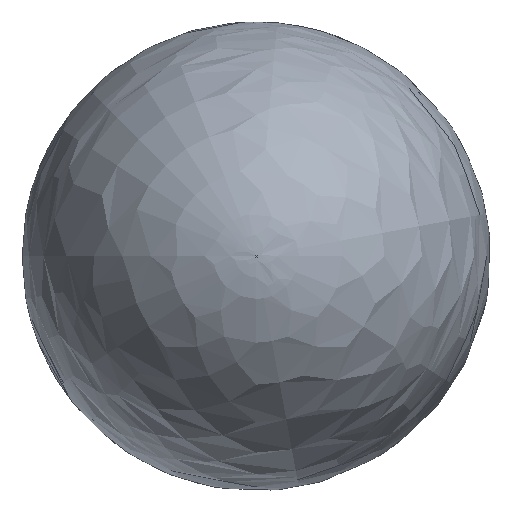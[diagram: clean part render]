
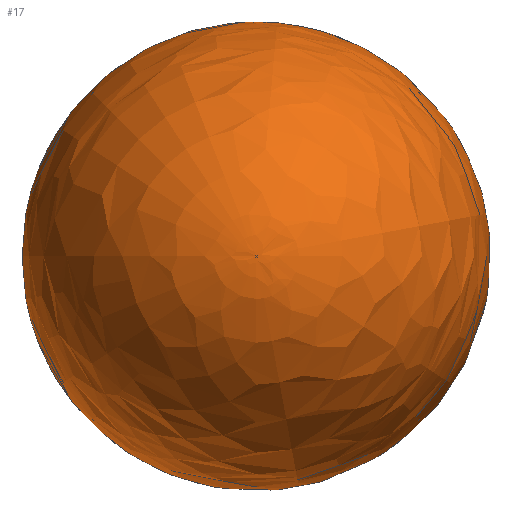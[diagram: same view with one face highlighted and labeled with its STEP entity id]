
A CAD part, front view. The second image highlights one B-rep face of the part: STEP entity #17.
In plain terms, the highlighted free-form (B-spline) face has degree [2, 2] with [5, 9] control points.
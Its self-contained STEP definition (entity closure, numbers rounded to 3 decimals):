
#17 = ADVANCED_FACE('',(#18),#22,.T.);
#18 = FACE_BOUND('',#19,.T.);
#19 = VERTEX_LOOP('',#20);
#20 = VERTEX_POINT('',#21);
#21 = CARTESIAN_POINT('',(0.,-135.332,
    0.));
#22 = ( BOUNDED_SURFACE() B_SPLINE_SURFACE(2,2,(
    (#23,#24,#25,#26,#27,#28,#29,#30,#31)
    ,(#32,#33,#34,#35,#36,#37,#38,#39,#40)
    ,(#41,#42,#43,#44,#45,#46,#47,#48,#49)
    ,(#50,#51,#52,#53,#54,#55,#56,#57,#58)
    ,(#59,#60,#61,#62,#63,#64,#65,#66,#67
)),.UNSPECIFIED.,.F.,.T.,.F.) B_SPLINE_SURFACE_WITH_KNOTS((3,2,3),(1,2,2
    ,2,2,2,1),(3.142,4.712,6.283),(
    -1.571,0.,1.571,3.142,4.712,
    6.283,7.854),.UNSPECIFIED.) 
GEOMETRIC_REPRESENTATION_ITEM() RATIONAL_B_SPLINE_SURFACE((
    (1.,0.707,1.,0.707,1.,0.707,1.
      ,0.707,1.)
    ,(0.707,0.5,0.707,0.5,0.707,0.5
      ,0.707,0.5,0.707)
    ,(1.,0.707,1.,0.707,1.,0.707,1.
      ,0.707,1.)
    ,(0.707,0.5,0.707,0.5,0.707,0.5
      ,0.707,0.5,0.707)
    ,(1.,0.707,1.,0.707,1.,0.707,1.
,0.707,1.))) REPRESENTATION_ITEM('') SURFACE() );
#23 = CARTESIAN_POINT('',(0.,135.332,
    0.));
#24 = CARTESIAN_POINT('',(0.,135.332,
    0.));
#25 = CARTESIAN_POINT('',(0.,135.332,
    0.));
#26 = CARTESIAN_POINT('',(0.,135.332,
    0.));
#27 = CARTESIAN_POINT('',(0.,135.332,
    0.));
#28 = CARTESIAN_POINT('',(0.,135.332,
    0.));
#29 = CARTESIAN_POINT('',(0.,135.332,
    0.));
#30 = CARTESIAN_POINT('',(0.,135.332,
    0.));
#31 = CARTESIAN_POINT('',(0.,135.332,
    0.));
#32 = CARTESIAN_POINT('',(-95.694,135.332,
    0.));
#33 = CARTESIAN_POINT('',(-95.694,135.332,
    95.694));
#34 = CARTESIAN_POINT('',(0.,135.332,
    95.694));
#35 = CARTESIAN_POINT('',(95.694,135.332,
    95.694));
#36 = CARTESIAN_POINT('',(95.694,135.332,
    0.));
#37 = CARTESIAN_POINT('',(95.694,135.332,
    -95.694));
#38 = CARTESIAN_POINT('',(0.,135.332,
    -95.694));
#39 = CARTESIAN_POINT('',(-95.694,135.332,
    -95.694));
#40 = CARTESIAN_POINT('',(-95.694,135.332,
    0.));
#41 = CARTESIAN_POINT('',(-95.694,0.,
    0.));
#42 = CARTESIAN_POINT('',(-95.694,0.,
    95.694));
#43 = CARTESIAN_POINT('',(0.,0.,
    95.694));
#44 = CARTESIAN_POINT('',(95.694,0.,
    95.694));
#45 = CARTESIAN_POINT('',(95.694,0.,
    0.));
#46 = CARTESIAN_POINT('',(95.694,0.,
    -95.694));
#47 = CARTESIAN_POINT('',(0.,0.,
    -95.694));
#48 = CARTESIAN_POINT('',(-95.694,0.,
    -95.694));
#49 = CARTESIAN_POINT('',(-95.694,0.,
    0.));
#50 = CARTESIAN_POINT('',(-95.694,-135.332,
    0.));
#51 = CARTESIAN_POINT('',(-95.694,-135.332,
    95.694));
#52 = CARTESIAN_POINT('',(0.,-135.332,
    95.694));
#53 = CARTESIAN_POINT('',(95.694,-135.332,
    95.694));
#54 = CARTESIAN_POINT('',(95.694,-135.332,
    0.));
#55 = CARTESIAN_POINT('',(95.694,-135.332,
    -95.694));
#56 = CARTESIAN_POINT('',(0.,-135.332,
    -95.694));
#57 = CARTESIAN_POINT('',(-95.694,-135.332,
    -95.694));
#58 = CARTESIAN_POINT('',(-95.694,-135.332,
    0.));
#59 = CARTESIAN_POINT('',(0.,-135.332,
    0.));
#60 = CARTESIAN_POINT('',(0.,-135.332,
    0.));
#61 = CARTESIAN_POINT('',(0.,-135.332,
    0.));
#62 = CARTESIAN_POINT('',(0.,-135.332,
    0.));
#63 = CARTESIAN_POINT('',(0.,-135.332,
    0.));
#64 = CARTESIAN_POINT('',(0.,-135.332,
    0.));
#65 = CARTESIAN_POINT('',(0.,-135.332,
    0.));
#66 = CARTESIAN_POINT('',(0.,-135.332,
    0.));
#67 = CARTESIAN_POINT('',(0.,-135.332,
    0.));
